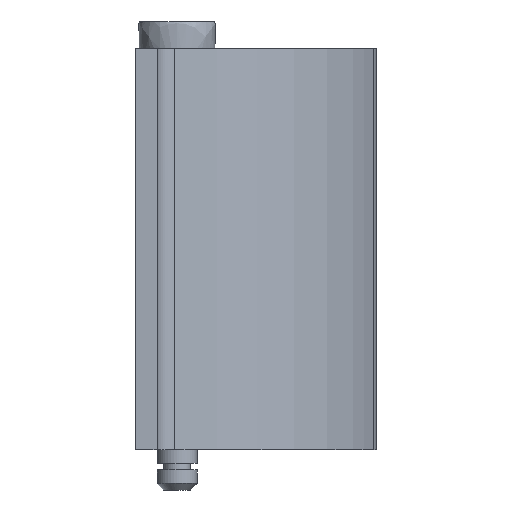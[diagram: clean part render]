
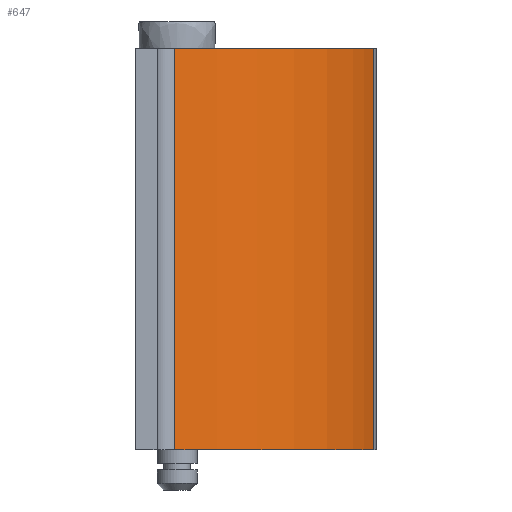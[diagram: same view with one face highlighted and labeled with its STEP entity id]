
A CAD part, left-side view. The second image highlights one B-rep face of the part: STEP entity #647.
In plain terms, the highlighted free-form (B-spline) face has degree [1, 2] with [2, 3] control points.
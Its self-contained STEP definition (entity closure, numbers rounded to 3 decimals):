
#170=CARTESIAN_POINT('',(-5.91,-14.663,3.0));
#171=VERTEX_POINT('',#170);
#187=CARTESIAN_POINT('',(-17.819,0.17,3.0));
#188=VERTEX_POINT('',#187);
#189=CARTESIAN_POINT('',(-17.819,0.17,3.0));
#190=CARTESIAN_POINT('',(-15.98,-10.551,3.));
#191=CARTESIAN_POINT('',(-5.91,-14.663,3.0));
#199=(BOUNDED_CURVE()B_SPLINE_CURVE(2,(#189,#190,#191),.UNSPECIFIED.,.F.,.U.)CURVE()GEOMETRIC_REPRESENTATION_ITEM()QUASI_UNIFORM_CURVE()RATIONAL_B_SPLINE_CURVE((1.0,0.874,1.0))REPRESENTATION_ITEM(''));
#200=EDGE_CURVE('',#188,#171,#199,.T.);
#321=CARTESIAN_POINT('',(-17.819,0.17,33.));
#322=VERTEX_POINT('',#321);
#336=CARTESIAN_POINT('',(-5.91,-14.663,33.));
#337=VERTEX_POINT('',#336);
#338=CARTESIAN_POINT('',(-17.819,0.17,33.));
#339=CARTESIAN_POINT('',(-15.98,-10.551,33.));
#340=CARTESIAN_POINT('',(-5.91,-14.663,33.));
#348=(BOUNDED_CURVE()B_SPLINE_CURVE(2,(#338,#339,#340),.UNSPECIFIED.,.F.,.U.)CURVE()GEOMETRIC_REPRESENTATION_ITEM()QUASI_UNIFORM_CURVE()RATIONAL_B_SPLINE_CURVE((1.0,0.874,1.0))REPRESENTATION_ITEM(''));
#349=EDGE_CURVE('',#322,#337,#348,.T.);
#615=CARTESIAN_POINT('',(-5.91,-14.663,33.));
#616=CARTESIAN_POINT('',(-5.91,-14.663,3.0));
#617=QUASI_UNIFORM_CURVE('',1,(#615,#616),.UNSPECIFIED.,.F.,.U.);
#618=EDGE_CURVE('',#337,#171,#617,.T.);
#623=CARTESIAN_POINT('',(-17.847,0.339,33.75));
#624=CARTESIAN_POINT('',(-17.847,0.339,2.231));
#625=CARTESIAN_POINT('',(-15.982,-11.134,33.75));
#626=CARTESIAN_POINT('',(-15.982,-11.134,2.231));
#627=CARTESIAN_POINT('',(-5.021,-15.,33.75));
#628=CARTESIAN_POINT('',(-5.021,-15.,2.231));
#636=(BOUNDED_SURFACE()B_SPLINE_SURFACE(1,2,((#623,#625,#627),(#624,#626,#628)),.UNSPECIFIED.,.F.,.F.,.U.)B_SPLINE_SURFACE_WITH_KNOTS((2,2),(3,3),(0.0,31.519),(0.0,21.498),.UNSPECIFIED.)GEOMETRIC_REPRESENTATION_ITEM()RATIONAL_B_SPLINE_SURFACE(((1.0,0.859,0.997),(1.0,0.859,0.997)))REPRESENTATION_ITEM('')SURFACE());
#637=ORIENTED_EDGE('',*,*,#200,.T.);
#638=ORIENTED_EDGE('',*,*,#618,.F.);
#639=ORIENTED_EDGE('',*,*,#349,.F.);
#640=CARTESIAN_POINT('',(-17.819,0.17,33.));
#641=CARTESIAN_POINT('',(-17.819,0.17,3.0));
#642=QUASI_UNIFORM_CURVE('',1,(#640,#641),.UNSPECIFIED.,.F.,.U.);
#643=EDGE_CURVE('',#322,#188,#642,.T.);
#644=ORIENTED_EDGE('',*,*,#643,.T.);
#645=EDGE_LOOP('',(#637,#638,#639,#644));
#646=FACE_OUTER_BOUND('',#645,.T.);
#647=ADVANCED_FACE('',(#646),#636,.T.);
